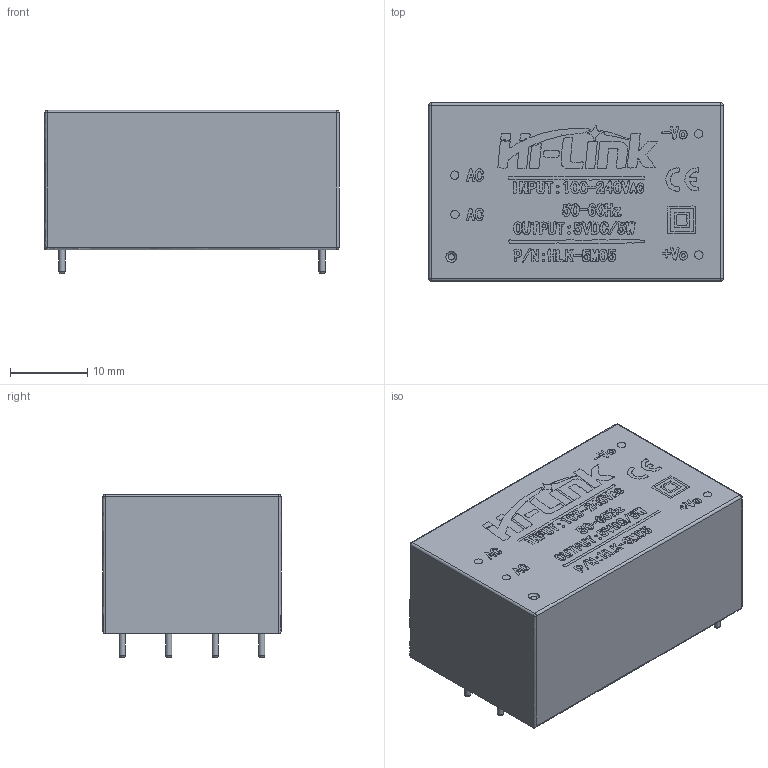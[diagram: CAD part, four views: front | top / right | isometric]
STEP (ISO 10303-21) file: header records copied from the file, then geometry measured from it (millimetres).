
FILE_DESCRIPTION(/* description */ (''),/* implementation_level */ '2;1');
FILE_NAME(/* name */ 'HLK-5M05',/* time_stamp */ '2018-12-02T09:50:08+01:00',/* author */ (''),/* organization */ (''),/* preprocessor_version */ 'ST-DEVELOPER v16.5',/* originating_system */ '',/* authorisation */ '');
FILE_SCHEMA (('AUTOMOTIVE_DESIGN'));
Length unit declared in the file: millimetre
Products named in the file (1): Document
Bounding box: 38 x 23 x 21.11 mm (x, y, z)
Volume: 6.1 mm3; surface area: 3941 mm2
Topology: 4 solids, 98 shells, 134 faces, 1520 edges, 1490 vertices
Faces by surface type: plane 108, bspline 26
Entity records: 16208 total; most frequent: CARTESIAN_POINT 8113, ORIENTED_EDGE 1586, EDGE_CURVE 1520, VERTEX_POINT 1490, B_SPLINE_CURVE_WITH_KNOTS 1479, EDGE_LOOP 228, ADVANCED_FACE 134, FACE_OUTER_BOUND 134
